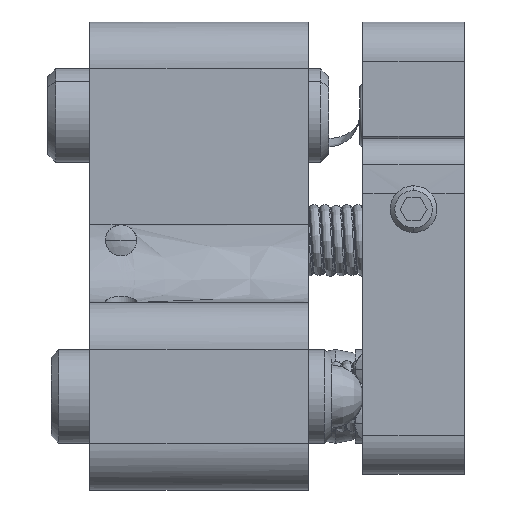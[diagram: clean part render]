
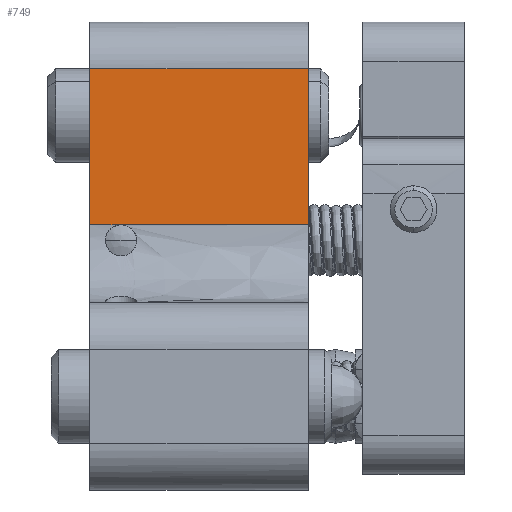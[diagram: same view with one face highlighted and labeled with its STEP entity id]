
A CAD part, left-side view. The second image highlights one B-rep face of the part: STEP entity #749.
In plain terms, the highlighted free-form (B-spline) face has degree [1, 1] with [2, 2] control points.
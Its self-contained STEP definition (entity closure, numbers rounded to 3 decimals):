
#749=ADVANCED_FACE('',(#1189),#15531,.T.);
#1189=FACE_OUTER_BOUND('',#1635,.T.);
#1635=EDGE_LOOP('',(#2242,#2243,#2244,#2245,#2246));
#2242=ORIENTED_EDGE('',*,*,#11215,.T.);
#2243=ORIENTED_EDGE('',*,*,#11132,.F.);
#2244=ORIENTED_EDGE('',*,*,#11129,.F.);
#2245=ORIENTED_EDGE('',*,*,#11216,.T.);
#2246=ORIENTED_EDGE('',*,*,#11213,.F.);
#4351=(
BOUNDED_CURVE()
B_SPLINE_CURVE(1,(#17160,#17161),.UNSPECIFIED.,.F.,.F.)
B_SPLINE_CURVE_WITH_KNOTS((2,2),(0.,12.),.UNSPECIFIED.)
CURVE()
GEOMETRIC_REPRESENTATION_ITEM()
RATIONAL_B_SPLINE_CURVE((1.,1.))
REPRESENTATION_ITEM('')
);
#4352=(
BOUNDED_CURVE()
B_SPLINE_CURVE(1,(#17242,#17243),.UNSPECIFIED.,.F.,.F.)
B_SPLINE_CURVE_WITH_KNOTS((2,2),(0.,2.),.UNSPECIFIED.)
CURVE()
GEOMETRIC_REPRESENTATION_ITEM()
RATIONAL_B_SPLINE_CURVE((1.,1.))
REPRESENTATION_ITEM('')
);
#4433=(
BOUNDED_CURVE()
B_SPLINE_CURVE(1,(#18104,#18105),.UNSPECIFIED.,.F.,.F.)
B_SPLINE_CURVE_WITH_KNOTS((2,2),(-14.,0.),.UNSPECIFIED.)
CURVE()
GEOMETRIC_REPRESENTATION_ITEM()
RATIONAL_B_SPLINE_CURVE((1.,1.))
REPRESENTATION_ITEM('')
);
#5405=PCURVE('',#15680,#7666);
#5408=PCURVE('',#15680,#7669);
#5540=PCURVE('',#15703,#7801);
#5543=PCURVE('',#15531,#7804);
#5544=PCURVE('',#15531,#7805);
#5545=PCURVE('',#15531,#7806);
#5546=PCURVE('',#15531,#7807);
#5547=PCURVE('',#15531,#7808);
#5583=PCURVE('',#15535,#7844);
#5609=PCURVE('',#15536,#7870);
#7666=DEFINITIONAL_REPRESENTATION('',(#12351),#85546);
#7669=DEFINITIONAL_REPRESENTATION('',(#12356),#85546);
#7801=DEFINITIONAL_REPRESENTATION('',(#12488),#85546);
#7804=DEFINITIONAL_REPRESENTATION('',(#12492),#85546);
#7805=DEFINITIONAL_REPRESENTATION('',(#12493),#85546);
#7806=DEFINITIONAL_REPRESENTATION('',(#12494),#85546);
#7807=DEFINITIONAL_REPRESENTATION('',(#12496),#85546);
#7808=DEFINITIONAL_REPRESENTATION('',(#12497),#85546);
#7844=DEFINITIONAL_REPRESENTATION('',(#12534),#85546);
#7870=DEFINITIONAL_REPRESENTATION('',(#12542),#85546);
#9921=SURFACE_CURVE('',#4351,(#5405,#5545),.PCURVE_S1.);
#9924=SURFACE_CURVE('',#4352,(#5408,#5544),.PCURVE_S1.);
#10005=SURFACE_CURVE('',#4433,(#5540,#5547),.PCURVE_S1.);
#10007=SURFACE_CURVE('',#12491,(#5543,#5609),.PCURVE_S1.);
#10008=SURFACE_CURVE('',#12495,(#5546,#5583),.PCURVE_S1.);
#11129=EDGE_CURVE('',#14761,#14762,#9921,.T.);
#11132=EDGE_CURVE('',#14762,#14764,#9924,.T.);
#11213=EDGE_CURVE('',#14818,#14819,#10005,.T.);
#11215=EDGE_CURVE('',#14818,#14764,#10007,.T.);
#11216=EDGE_CURVE('',#14761,#14819,#10008,.T.);
#12351=B_SPLINE_CURVE_WITH_KNOTS('',1,(#17162,#17163),.UNSPECIFIED.,.F.,
 .F.,(2,2),(0.,12.),.UNSPECIFIED.);
#12356=B_SPLINE_CURVE_WITH_KNOTS('',1,(#17244,#17245),.UNSPECIFIED.,.F.,
 .F.,(2,2),(0.,2.),.UNSPECIFIED.);
#12488=B_SPLINE_CURVE_WITH_KNOTS('',1,(#18106,#18107),.UNSPECIFIED.,.F.,
 .F.,(2,2),(-14.,0.),.UNSPECIFIED.);
#12491=B_SPLINE_CURVE_WITH_KNOTS('',1,(#18115,#18116),.UNSPECIFIED.,.F.,
 .F.,(2,2),(0.,10.),.UNSPECIFIED.);
#12492=B_SPLINE_CURVE_WITH_KNOTS('',1,(#18117,#18118),.UNSPECIFIED.,.F.,
 .F.,(2,2),(0.,10.),.UNSPECIFIED.);
#12493=B_SPLINE_CURVE_WITH_KNOTS('',1,(#18119,#18120),.UNSPECIFIED.,.F.,
 .F.,(2,2),(0.,2.),.UNSPECIFIED.);
#12494=B_SPLINE_CURVE_WITH_KNOTS('',1,(#18121,#18122),.UNSPECIFIED.,.F.,
 .F.,(2,2),(0.,12.),.UNSPECIFIED.);
#12495=B_SPLINE_CURVE_WITH_KNOTS('',1,(#18123,#18124),.UNSPECIFIED.,.F.,
 .F.,(2,2),(0.,10.),.UNSPECIFIED.);
#12496=B_SPLINE_CURVE_WITH_KNOTS('',1,(#18125,#18126),.UNSPECIFIED.,.F.,
 .F.,(2,2),(0.,10.),.UNSPECIFIED.);
#12497=B_SPLINE_CURVE_WITH_KNOTS('',1,(#18127,#18128),.UNSPECIFIED.,.F.,
 .F.,(2,2),(-14.,0.),.UNSPECIFIED.);
#12534=B_SPLINE_CURVE_WITH_KNOTS('',1,(#18251,#18252),.UNSPECIFIED.,.F.,
 .F.,(2,2),(0.,10.),.UNSPECIFIED.);
#12542=B_SPLINE_CURVE_WITH_KNOTS('',1,(#18356,#18357),.UNSPECIFIED.,.F.,
 .F.,(2,2),(0.,10.),.UNSPECIFIED.);
#14761=VERTEX_POINT('',#16857);
#14762=VERTEX_POINT('',#16858);
#14764=VERTEX_POINT('',#16860);
#14818=VERTEX_POINT('',#16914);
#14819=VERTEX_POINT('',#16915);
#15531=B_SPLINE_SURFACE_WITH_KNOTS('',1,1,((#16736,#16737),(#16738,#16739)),
 .UNSPECIFIED.,.F.,.F.,.F.,(2,2),(2,2),(-17.04,0.),(-12.24,
0.),.UNSPECIFIED.);
#15535=B_SPLINE_SURFACE_WITH_KNOTS('',1,1,((#16806,#16807),(#16808,#16809)),
 .UNSPECIFIED.,.F.,.F.,.F.,(2,2),(2,2),(0.,36.24),(-36.24,
0.),.UNSPECIFIED.);
#15536=B_SPLINE_SURFACE_WITH_KNOTS('',1,1,((#16810,#16811),(#16812,#16813)),
 .UNSPECIFIED.,.F.,.F.,.F.,(2,2),(2,2),(-36.24,0.),(-36.24,
0.),.UNSPECIFIED.);
#15680=(
BOUNDED_SURFACE()
B_SPLINE_SURFACE(1,2,((#16308,#16309,#16310,#16311,#16312,#16313,#16314,
#16315,#16316),(#16317,#16318,#16319,#16320,#16321,#16322,#16323,#16324,
#16325)),.UNSPECIFIED.,.F.,.F.,.F.)
B_SPLINE_SURFACE_WITH_KNOTS((2,2),(3,2,2,2,3),(0.,17.04),(0.,1.571,
3.142,4.712,6.283),.UNSPECIFIED.)
GEOMETRIC_REPRESENTATION_ITEM()
RATIONAL_B_SPLINE_SURFACE(((1.,0.707,1.,0.707,1.,
0.707,1.,0.707,1.),(1.,0.707,1.,0.707,
1.,0.707,1.,0.707,1.)))
REPRESENTATION_ITEM('')
SURFACE()
);
#15703=(
BOUNDED_SURFACE()
B_SPLINE_SURFACE(2,1,((#16718,#16719),(#16720,#16721),(#16722,#16723),(#16724,
#16725),(#16726,#16727),(#16728,#16729),(#16730,#16731),(#16732,#16733),
(#16734,#16735)),.UNSPECIFIED.,.T.,.F.,.F.)
B_SPLINE_SURFACE_WITH_KNOTS((3,2,2,2,3),(2,2),(0.,1.571,3.142,
4.712,6.283),(0.,17.04),.UNSPECIFIED.)
GEOMETRIC_REPRESENTATION_ITEM()
RATIONAL_B_SPLINE_SURFACE(((1.,1.),(0.707,0.707),
(1.,1.),(0.707,0.707),(1.,1.),(0.707,
0.707),(1.,1.),(0.707,0.707),(1.,1.)))
REPRESENTATION_ITEM('')
SURFACE()
);
#16308=CARTESIAN_POINT('',(8.,-12.88,8.48));
#16309=CARTESIAN_POINT('',(8.,-17.88,8.48));
#16310=CARTESIAN_POINT('',(13.,-17.88,8.48));
#16311=CARTESIAN_POINT('',(18.,-17.88,8.48));
#16312=CARTESIAN_POINT('',(18.,-12.88,8.48));
#16313=CARTESIAN_POINT('',(18.,-7.88,8.48));
#16314=CARTESIAN_POINT('',(13.,-7.88,8.48));
#16315=CARTESIAN_POINT('',(8.,-7.88,8.48));
#16316=CARTESIAN_POINT('',(8.,-12.88,8.48));
#16317=CARTESIAN_POINT('',(8.,-12.88,25.52));
#16318=CARTESIAN_POINT('',(8.,-17.88,25.52));
#16319=CARTESIAN_POINT('',(13.,-17.88,25.52));
#16320=CARTESIAN_POINT('',(18.,-17.88,25.52));
#16321=CARTESIAN_POINT('',(18.,-12.88,25.52));
#16322=CARTESIAN_POINT('',(18.,-7.88,25.52));
#16323=CARTESIAN_POINT('',(13.,-7.88,25.52));
#16324=CARTESIAN_POINT('',(8.,-7.88,25.52));
#16325=CARTESIAN_POINT('',(8.,-12.88,25.52));
#16718=CARTESIAN_POINT('',(6.,-20.88,8.48));
#16719=CARTESIAN_POINT('',(6.,-20.88,25.52));
#16720=CARTESIAN_POINT('',(6.,-17.88,8.48));
#16721=CARTESIAN_POINT('',(6.,-17.88,25.52));
#16722=CARTESIAN_POINT('',(3.,-17.88,8.48));
#16723=CARTESIAN_POINT('',(3.,-17.88,25.52));
#16724=CARTESIAN_POINT('',(0.,-17.88,8.48));
#16725=CARTESIAN_POINT('',(0.,-17.88,25.52));
#16726=CARTESIAN_POINT('',(0.,-20.88,8.48));
#16727=CARTESIAN_POINT('',(0.,-20.88,25.52));
#16728=CARTESIAN_POINT('',(0.,-23.88,8.48));
#16729=CARTESIAN_POINT('',(0.,-23.88,25.52));
#16730=CARTESIAN_POINT('',(3.,-23.88,8.48));
#16731=CARTESIAN_POINT('',(3.,-23.88,25.52));
#16732=CARTESIAN_POINT('',(6.,-23.88,8.48));
#16733=CARTESIAN_POINT('',(6.,-23.88,25.52));
#16734=CARTESIAN_POINT('',(6.,-20.88,8.48));
#16735=CARTESIAN_POINT('',(6.,-20.88,25.52));
#16736=CARTESIAN_POINT('',(1.88,-17.88,8.48));
#16737=CARTESIAN_POINT('',(14.12,-17.88,8.48));
#16738=CARTESIAN_POINT('',(1.88,-17.88,25.52));
#16739=CARTESIAN_POINT('',(14.12,-17.88,25.52));
#16806=CARTESIAN_POINT('',(33.12,-33.,10.));
#16807=CARTESIAN_POINT('',(33.12,3.24,10.));
#16808=CARTESIAN_POINT('',(-3.12,-33.,10.));
#16809=CARTESIAN_POINT('',(-3.12,3.24,10.));
#16810=CARTESIAN_POINT('',(-3.12,-33.,24.));
#16811=CARTESIAN_POINT('',(-3.12,3.24,24.));
#16812=CARTESIAN_POINT('',(33.12,-33.,24.));
#16813=CARTESIAN_POINT('',(33.12,3.24,24.));
#16857=CARTESIAN_POINT('',(13.,-17.88,10.));
#16858=CARTESIAN_POINT('',(13.,-17.88,22.));
#16860=CARTESIAN_POINT('',(13.,-17.88,24.));
#16914=CARTESIAN_POINT('',(3.,-17.88,24.));
#16915=CARTESIAN_POINT('',(3.,-17.88,10.));
#17160=CARTESIAN_POINT('',(13.,-17.88,10.));
#17161=CARTESIAN_POINT('',(13.,-17.88,22.));
#17162=CARTESIAN_POINT('',(1.52,1.571));
#17163=CARTESIAN_POINT('',(13.52,1.571));
#17242=CARTESIAN_POINT('',(13.,-17.88,22.));
#17243=CARTESIAN_POINT('',(13.,-17.88,24.));
#17244=CARTESIAN_POINT('',(13.52,1.571));
#17245=CARTESIAN_POINT('',(15.52,1.571));
#18104=CARTESIAN_POINT('',(3.,-17.88,24.));
#18105=CARTESIAN_POINT('',(3.,-17.88,10.));
#18106=CARTESIAN_POINT('',(1.571,15.52));
#18107=CARTESIAN_POINT('',(1.571,1.52));
#18115=CARTESIAN_POINT('',(3.,-17.88,24.));
#18116=CARTESIAN_POINT('',(13.,-17.88,24.));
#18117=CARTESIAN_POINT('',(-1.52,-11.12));
#18118=CARTESIAN_POINT('',(-1.52,-1.12));
#18119=CARTESIAN_POINT('',(-3.52,-1.12));
#18120=CARTESIAN_POINT('',(-1.52,-1.12));
#18121=CARTESIAN_POINT('',(-15.52,-1.12));
#18122=CARTESIAN_POINT('',(-3.52,-1.12));
#18123=CARTESIAN_POINT('',(13.,-17.88,10.));
#18124=CARTESIAN_POINT('',(3.,-17.88,10.));
#18125=CARTESIAN_POINT('',(-15.52,-1.12));
#18126=CARTESIAN_POINT('',(-15.52,-11.12));
#18127=CARTESIAN_POINT('',(-1.52,-11.12));
#18128=CARTESIAN_POINT('',(-15.52,-11.12));
#18251=CARTESIAN_POINT('',(20.12,-21.12));
#18252=CARTESIAN_POINT('',(30.12,-21.12));
#18356=CARTESIAN_POINT('',(-30.12,-21.12));
#18357=CARTESIAN_POINT('',(-20.12,-21.12));
#85546=(
GEOMETRIC_REPRESENTATION_CONTEXT(2)
PARAMETRIC_REPRESENTATION_CONTEXT()
REPRESENTATION_CONTEXT('pspace','')
);
